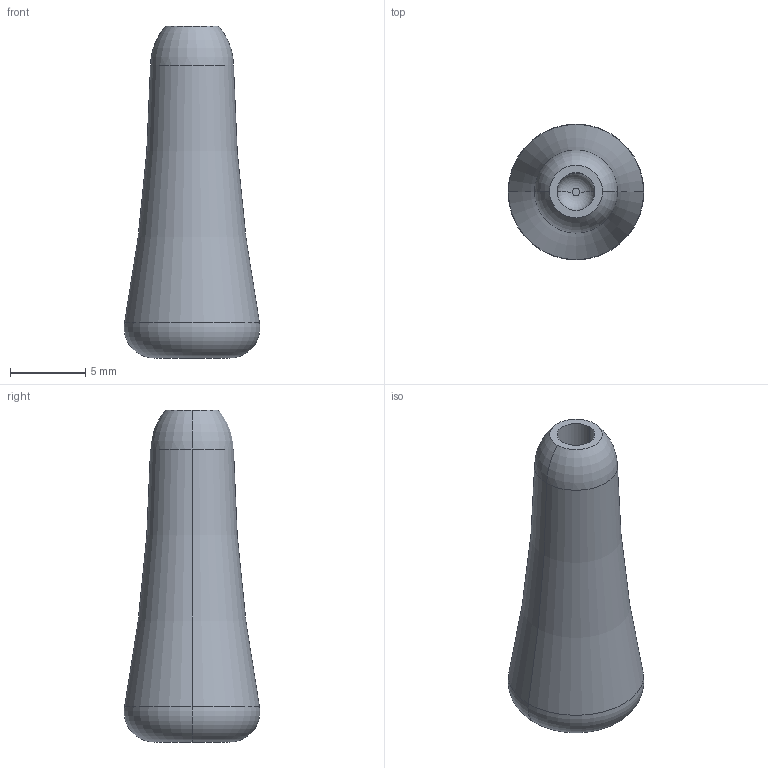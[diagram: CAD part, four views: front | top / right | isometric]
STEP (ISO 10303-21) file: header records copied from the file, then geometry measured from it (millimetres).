
FILE_DESCRIPTION (( 'STEP AP203' ), '1' );
FILE_NAME ('C-30-MC-3.STEP', '2012-03-27T06:45:13', ( '11sw' ), ( 'タキゲン製造株式会社' ), 'SwSTEP 2.0', 'SolidWorks 2011', '' );
FILE_SCHEMA (( 'CONFIG_CONTROL_DESIGN' ));
Length unit declared in the file: millimetre
Products named in the file (1): C-30-MC-3
Bounding box: 9 x 9 x 22 mm (x, y, z)
Volume: 699.3 mm3; surface area: 672.7 mm2
Topology: 1 solids, 1 shells, 13 faces, 24 edges, 14 vertices
Faces by surface type: torus 8, plane 3, cylinder 2
Entity records: 409 total; most frequent: DIRECTION 74, CARTESIAN_POINT 52, ORIENTED_EDGE 48, AXIS2_PLACEMENT_3D 36, EDGE_CURVE 24, CIRCLE 22, EDGE_LOOP 14, VERTEX_POINT 14
